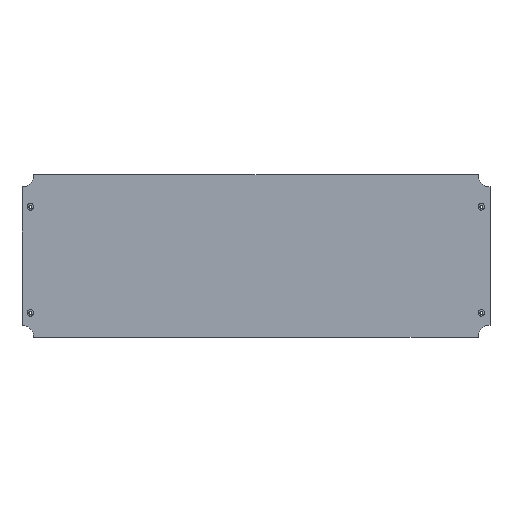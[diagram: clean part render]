
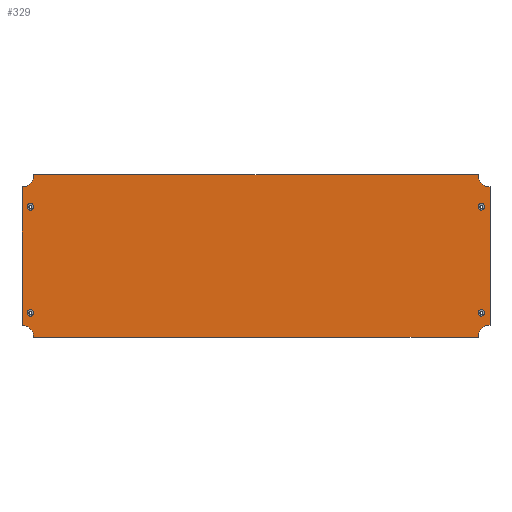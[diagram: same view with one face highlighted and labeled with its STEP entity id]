
A CAD part, top view. The second image highlights one B-rep face of the part: STEP entity #329.
In plain terms, the highlighted planar face has unit normal (0, 0, 1).
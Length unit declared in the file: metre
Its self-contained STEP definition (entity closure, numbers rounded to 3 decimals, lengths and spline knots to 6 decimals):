
#15=FACE_BOUND('',#72,.T.);
#16=FACE_BOUND('',#73,.T.);
#17=FACE_BOUND('',#74,.T.);
#18=FACE_BOUND('',#75,.T.);
#27=PLANE('',#381);
#53=FACE_OUTER_BOUND('',#71,.T.);
#71=EDGE_LOOP('',(#285,#286,#287,#288,#289,#290,#291,#292));
#72=EDGE_LOOP('',(#293));
#73=EDGE_LOOP('',(#294));
#74=EDGE_LOOP('',(#295));
#75=EDGE_LOOP('',(#296));
#92=LINE('',#539,#116);
#96=LINE('',#551,#120);
#100=LINE('',#563,#124);
#104=LINE('',#573,#128);
#116=VECTOR('',#444,0.01);
#120=VECTOR('',#456,0.01);
#124=VECTOR('',#468,0.01);
#128=VECTOR('',#480,0.01);
#129=CIRCLE('',#346,0.00176);
#132=CIRCLE('',#351,0.00176);
#135=CIRCLE('',#356,0.00176);
#138=CIRCLE('',#361,0.00176);
#142=CIRCLE('',#367,0.006254);
#144=CIRCLE('',#371,0.00637);
#146=CIRCLE('',#375,0.00637);
#148=CIRCLE('',#379,0.006369);
#149=VERTEX_POINT('',#487);
#152=VERTEX_POINT('',#497);
#155=VERTEX_POINT('',#507);
#158=VERTEX_POINT('',#517);
#163=VERTEX_POINT('',#530);
#164=VERTEX_POINT('',#532);
#166=VERTEX_POINT('',#538);
#168=VERTEX_POINT('',#544);
#170=VERTEX_POINT('',#550);
#172=VERTEX_POINT('',#556);
#174=VERTEX_POINT('',#562);
#176=VERTEX_POINT('',#568);
#177=EDGE_CURVE('',#149,#149,#129,.T.);
#182=EDGE_CURVE('',#152,#152,#132,.T.);
#187=EDGE_CURVE('',#155,#155,#135,.T.);
#192=EDGE_CURVE('',#158,#158,#138,.T.);
#199=EDGE_CURVE('',#164,#163,#142,.T.);
#202=EDGE_CURVE('',#166,#164,#92,.T.);
#205=EDGE_CURVE('',#168,#166,#144,.T.);
#208=EDGE_CURVE('',#170,#168,#96,.T.);
#211=EDGE_CURVE('',#172,#170,#146,.T.);
#214=EDGE_CURVE('',#174,#172,#100,.T.);
#217=EDGE_CURVE('',#176,#174,#148,.T.);
#220=EDGE_CURVE('',#163,#176,#104,.T.);
#285=ORIENTED_EDGE('',*,*,#220,.T.);
#286=ORIENTED_EDGE('',*,*,#217,.T.);
#287=ORIENTED_EDGE('',*,*,#214,.T.);
#288=ORIENTED_EDGE('',*,*,#211,.T.);
#289=ORIENTED_EDGE('',*,*,#208,.T.);
#290=ORIENTED_EDGE('',*,*,#205,.T.);
#291=ORIENTED_EDGE('',*,*,#202,.T.);
#292=ORIENTED_EDGE('',*,*,#199,.T.);
#293=ORIENTED_EDGE('',*,*,#177,.T.);
#294=ORIENTED_EDGE('',*,*,#182,.T.);
#295=ORIENTED_EDGE('',*,*,#187,.T.);
#296=ORIENTED_EDGE('',*,*,#192,.T.);
#329=ADVANCED_FACE('',(#53,#15,#16,#17,#18),#27,.T.);
#346=AXIS2_PLACEMENT_3D('',#488,#387,#388);
#351=AXIS2_PLACEMENT_3D('',#498,#399,#400);
#356=AXIS2_PLACEMENT_3D('',#508,#411,#412);
#361=AXIS2_PLACEMENT_3D('',#518,#423,#424);
#367=AXIS2_PLACEMENT_3D('',#533,#438,#439);
#371=AXIS2_PLACEMENT_3D('',#545,#450,#451);
#375=AXIS2_PLACEMENT_3D('',#557,#462,#463);
#379=AXIS2_PLACEMENT_3D('',#569,#474,#475);
#381=AXIS2_PLACEMENT_3D('',#574,#481,#482);
#387=DIRECTION('center_axis',(0.,0.,-1.));
#388=DIRECTION('ref_axis',(1.,0.,0.));
#399=DIRECTION('center_axis',(0.,0.,-1.));
#400=DIRECTION('ref_axis',(1.,0.,0.));
#411=DIRECTION('center_axis',(0.,0.,-1.));
#412=DIRECTION('ref_axis',(1.,0.,0.));
#423=DIRECTION('center_axis',(0.,0.,-1.));
#424=DIRECTION('ref_axis',(1.,0.,0.));
#438=DIRECTION('center_axis',(0.,0.,-1.));
#439=DIRECTION('ref_axis',(1.,0.,0.));
#444=DIRECTION('',(0.,-1.,0.));
#450=DIRECTION('center_axis',(0.,0.,-1.));
#451=DIRECTION('ref_axis',(0.,-1.,0.));
#456=DIRECTION('',(-1.,0.,0.));
#462=DIRECTION('center_axis',(0.,0.,
-1.));
#463=DIRECTION('ref_axis',(-1.,0.,0.));
#468=DIRECTION('',(0.,1.,0.));
#474=DIRECTION('center_axis',(0.,0.,-1.));
#475=DIRECTION('ref_axis',(0.,1.,0.));
#480=DIRECTION('',(1.,0.,0.));
#481=DIRECTION('center_axis',(0.,0.,1.));
#482=DIRECTION('ref_axis',(-1.,0.,0.));
#487=CARTESIAN_POINT('',(0.118329,0.026902,0.002629));
#488=CARTESIAN_POINT('Origin',(0.120089,0.026902,0.002629));
#497=CARTESIAN_POINT('',(0.118329,-0.029594,0.002629));
#498=CARTESIAN_POINT('Origin',(0.120089,-0.029594,0.002629));
#507=CARTESIAN_POINT('',(-0.121931,0.026902,0.002629));
#508=CARTESIAN_POINT('Origin',(-0.120171,0.026902,0.002629));
#517=CARTESIAN_POINT('',(-0.121931,-0.029594,0.002629));
#518=CARTESIAN_POINT('Origin',(-0.120171,-0.029594,0.002629));
#530=CARTESIAN_POINT('',(-0.118421,-0.042526,0.002629));
#532=CARTESIAN_POINT('',(-0.124675,-0.036273,0.002629));
#533=CARTESIAN_POINT('Origin',(-0.124675,-0.042526,0.002629));
#538=CARTESIAN_POINT('',(-0.124675,0.037578,0.002629));
#539=CARTESIAN_POINT('',(-0.124675,0.037578,0.002629));
#544=CARTESIAN_POINT('',(-0.118305,0.043948,0.002629));
#545=CARTESIAN_POINT('Origin',(-0.124675,0.043948,0.002629));
#550=CARTESIAN_POINT('',(0.118305,0.043948,0.002629));
#551=CARTESIAN_POINT('',(0.118305,0.043948,0.002629));
#556=CARTESIAN_POINT('',(0.124675,0.037578,0.002629));
#557=CARTESIAN_POINT('Origin',(0.124675,0.043948,0.002629));
#562=CARTESIAN_POINT('',(0.124675,-0.036158,0.002629));
#563=CARTESIAN_POINT('',(0.124675,-0.036158,0.002629));
#568=CARTESIAN_POINT('',(0.118306,-0.042526,0.002629));
#569=CARTESIAN_POINT('Origin',(0.124675,-0.042526,0.002629));
#573=CARTESIAN_POINT('',(-0.118421,-0.042526,0.002629));
#574=CARTESIAN_POINT('Origin',(0.,0.000711,0.002629));
